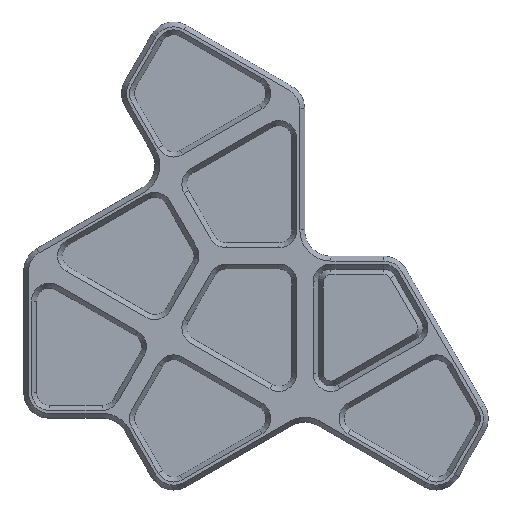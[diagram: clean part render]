
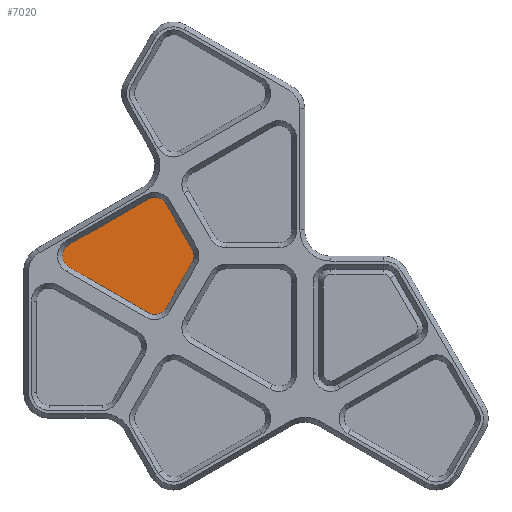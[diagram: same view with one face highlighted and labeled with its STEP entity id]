
A CAD part, top view. The second image highlights one B-rep face of the part: STEP entity #7020.
In plain terms, the highlighted planar face has unit normal (0, 0, 1).
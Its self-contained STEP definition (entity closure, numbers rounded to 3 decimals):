
#286=PLANE('',#7689);
#668=FACE_OUTER_BOUND('',#1126,.T.);
#1126=EDGE_LOOP('',(#5983,#5984,#5985,#5986,#5987,#5988,#5989,#5990));
#1461=CIRCLE('',#7678,4.);
#1462=CIRCLE('',#7681,4.);
#1463=CIRCLE('',#7684,4.);
#1464=CIRCLE('',#7687,4.);
#2048=LINE('',#11493,#2762);
#2051=LINE('',#11501,#2765);
#2054=LINE('',#11509,#2768);
#2058=LINE('',#11518,#2772);
#2762=VECTOR('',#9407,10.);
#2765=VECTOR('',#9416,10.);
#2768=VECTOR('',#9425,10.);
#2772=VECTOR('',#9435,10.);
#3381=VERTEX_POINT('',#11490);
#3382=VERTEX_POINT('',#11492);
#3383=VERTEX_POINT('',#11496);
#3384=VERTEX_POINT('',#11500);
#3385=VERTEX_POINT('',#11504);
#3386=VERTEX_POINT('',#11508);
#3387=VERTEX_POINT('',#11512);
#3388=VERTEX_POINT('',#11516);
#4260=EDGE_CURVE('',#3381,#3382,#2048,.T.);
#4262=EDGE_CURVE('',#3382,#3383,#1461,.T.);
#4264=EDGE_CURVE('',#3383,#3384,#2051,.T.);
#4266=EDGE_CURVE('',#3384,#3385,#1462,.T.);
#4268=EDGE_CURVE('',#3385,#3386,#2054,.T.);
#4271=EDGE_CURVE('',#3387,#3381,#1463,.T.);
#4273=EDGE_CURVE('',#3388,#3387,#2058,.T.);
#4274=EDGE_CURVE('',#3386,#3388,#1464,.T.);
#5983=ORIENTED_EDGE('',*,*,#4274,.F.);
#5984=ORIENTED_EDGE('',*,*,#4268,.F.);
#5985=ORIENTED_EDGE('',*,*,#4266,.F.);
#5986=ORIENTED_EDGE('',*,*,#4264,.F.);
#5987=ORIENTED_EDGE('',*,*,#4262,.F.);
#5988=ORIENTED_EDGE('',*,*,#4260,.F.);
#5989=ORIENTED_EDGE('',*,*,#4271,.F.);
#5990=ORIENTED_EDGE('',*,*,#4273,.F.);
#7020=ADVANCED_FACE('',(#668),#286,.T.);
#7678=AXIS2_PLACEMENT_3D('',#11497,#9411,#9412);
#7681=AXIS2_PLACEMENT_3D('',#11505,#9420,#9421);
#7684=AXIS2_PLACEMENT_3D('',#11514,#9430,#9431);
#7687=AXIS2_PLACEMENT_3D('',#11520,#9438,#9439);
#7689=AXIS2_PLACEMENT_3D('',#11522,#9442,#9443);
#9407=DIRECTION('',(-0.5,-0.866,0.));
#9411=DIRECTION('center_axis',(0.,0.,-1.));
#9412=DIRECTION('ref_axis',(-0.5,-0.866,0.));
#9416=DIRECTION('',(-0.866,0.5,0.));
#9420=DIRECTION('center_axis',(0.,0.,-1.));
#9421=DIRECTION('ref_axis',(-0.5,0.866,0.));
#9425=DIRECTION('',(0.866,0.5,0.));
#9430=DIRECTION('center_axis',(0.,0.,-1.));
#9431=DIRECTION('ref_axis',(0.866,-0.5,0.));
#9435=DIRECTION('',(0.5,-0.866,0.));
#9438=DIRECTION('center_axis',(0.,0.,-1.));
#9439=DIRECTION('ref_axis',(0.866,0.5,0.));
#9442=DIRECTION('center_axis',(0.,0.,1.));
#9443=DIRECTION('ref_axis',(-1.,0.,0.));
#11490=CARTESIAN_POINT('',(53.404,48.,6.));
#11492=CARTESIAN_POINT('',(45.28,33.928,6.));
#11493=CARTESIAN_POINT('',(53.404,48.,6.));
#11496=CARTESIAN_POINT('',(39.816,32.464,6.));
#11497=CARTESIAN_POINT('Origin',(41.816,35.928,6.));
#11500=CARTESIAN_POINT('',(15.443,46.536,6.));
#11501=CARTESIAN_POINT('',(39.816,32.464,6.));
#11504=CARTESIAN_POINT('',(15.443,53.464,6.));
#11505=CARTESIAN_POINT('Origin',(17.443,50.,6.));
#11508=CARTESIAN_POINT('',(39.816,67.536,6.));
#11509=CARTESIAN_POINT('',(15.443,53.464,6.));
#11512=CARTESIAN_POINT('',(53.404,52.,6.));
#11514=CARTESIAN_POINT('Origin',(49.94,50.,6.));
#11516=CARTESIAN_POINT('',(45.28,66.072,6.));
#11518=CARTESIAN_POINT('',(45.28,66.072,6.));
#11520=CARTESIAN_POINT('Origin',(41.816,64.072,6.));
#11522=CARTESIAN_POINT('Origin',(33.691,50.,6.));
